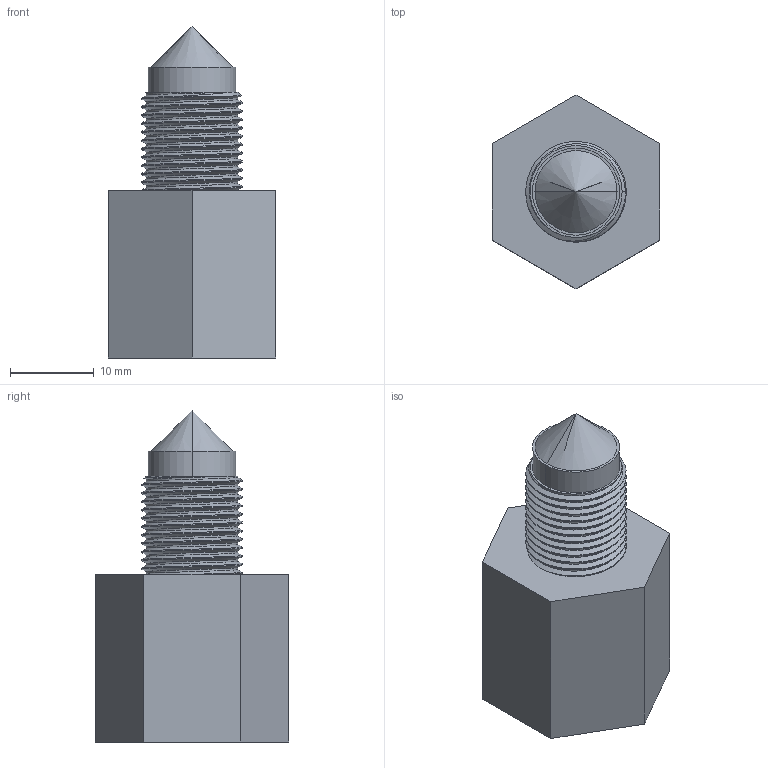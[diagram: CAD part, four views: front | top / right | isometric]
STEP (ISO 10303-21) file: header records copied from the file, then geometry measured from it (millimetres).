
FILE_DESCRIPTION (( 'STEP AP203' ), '1' );
FILE_NAME ('LLG2 OPTOMAX INDUSTRIAL GLASS - M12x1.STEP', '2017-11-27T14:21:17', ( '' ), ( '' ), 'SwSTEP 2.0', 'SolidWorks 2018', '' );
FILE_SCHEMA (( 'CONFIG_CONTROL_DESIGN' ));
Length unit declared in the file: millimetre
Products named in the file (1): LLG2 OPTOMAX INDUSTRIAL GLASS - M12x1
Bounding box: 20 x 23.09 x 39.6 mm (x, y, z)
Volume: 8499.4 mm3; surface area: 3154.2 mm2
Topology: 2 solids, 2 shells, 49 faces, 127 edges, 83 vertices
Faces by surface type: cylinder 29, plane 12, cone 5, bspline 3
Entity records: 3963 total; most frequent: CARTESIAN_POINT 2854, ORIENTED_EDGE 250, DIRECTION 178, EDGE_CURVE 125, VERTEX_POINT 83, AXIS2_PLACEMENT_3D 64, EDGE_LOOP 52, VECTOR 50
